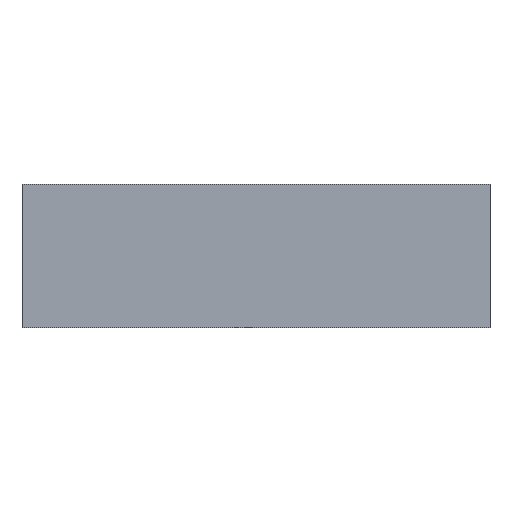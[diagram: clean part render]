
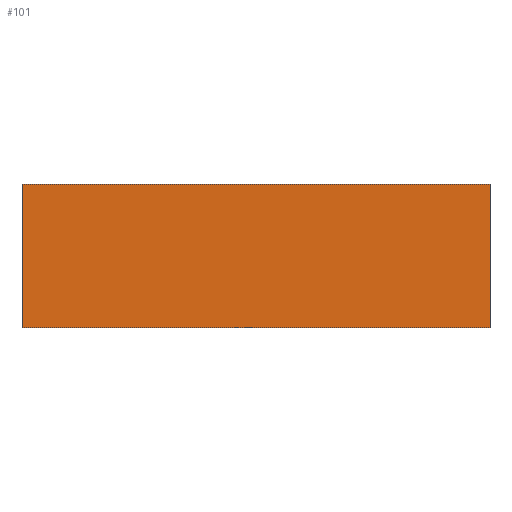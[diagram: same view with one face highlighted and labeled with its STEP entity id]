
A CAD part, front view. The second image highlights one B-rep face of the part: STEP entity #101.
In plain terms, the highlighted planar face has unit normal (0, -1, 0).
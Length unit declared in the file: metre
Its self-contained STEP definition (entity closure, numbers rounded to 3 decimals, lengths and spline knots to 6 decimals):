
#24=ORIENTED_EDGE('',*,*,#46,.F.);
#25=ORIENTED_EDGE('',*,*,#45,.T.);
#26=ORIENTED_EDGE('',*,*,#47,.T.);
#27=ORIENTED_EDGE('',*,*,#38,.F.);
#38=EDGE_CURVE('',#50,#51,#58,.T.);
#45=EDGE_CURVE('',#54,#55,#65,.T.);
#46=EDGE_CURVE('',#54,#50,#66,.T.);
#47=EDGE_CURVE('',#55,#51,#67,.T.);
#50=VERTEX_POINT('',#155);
#51=VERTEX_POINT('',#157);
#54=VERTEX_POINT('',#167);
#55=VERTEX_POINT('',#169);
#58=LINE('',#156,#70);
#65=LINE('',#170,#77);
#66=LINE('',#172,#78);
#67=LINE('',#173,#79);
#70=VECTOR('',#129,1.);
#77=VECTOR('',#140,1.);
#78=VECTOR('',#143,1.);
#79=VECTOR('',#144,1.);
#83=EDGE_LOOP('',(#24,#25,#26,#27));
#89=FACE_BOUND('',#83,.T.);
#95=PLANE('',#120);
#101=ADVANCED_FACE('',(#89),#95,.F.);
#120=AXIS2_PLACEMENT_3D('',#171,#141,#142);
#129=DIRECTION('',(0.,0.,-1.));
#140=DIRECTION('',(0.,0.,-1.));
#141=DIRECTION('',(0.,1.,0.));
#142=DIRECTION('',(0.,0.,1.));
#143=DIRECTION('',(1.,0.,0.));
#144=DIRECTION('',(1.,0.,0.));
#155=CARTESIAN_POINT('',(0.0349,0.052327,0.05));
#156=CARTESIAN_POINT('',(0.0349,0.052327,0.050002));
#157=CARTESIAN_POINT('',(0.0349,0.052327,0.047));
#167=CARTESIAN_POINT('',(0.0251,0.052327,0.05));
#169=CARTESIAN_POINT('',(0.0251,0.052327,0.047));
#170=CARTESIAN_POINT('',(0.0251,0.052327,0.050002));
#171=CARTESIAN_POINT('',(0.03,0.052327,0.050002));
#172=CARTESIAN_POINT('',(0.03,0.052327,0.05));
#173=CARTESIAN_POINT('',(0.03,0.052327,0.047));
